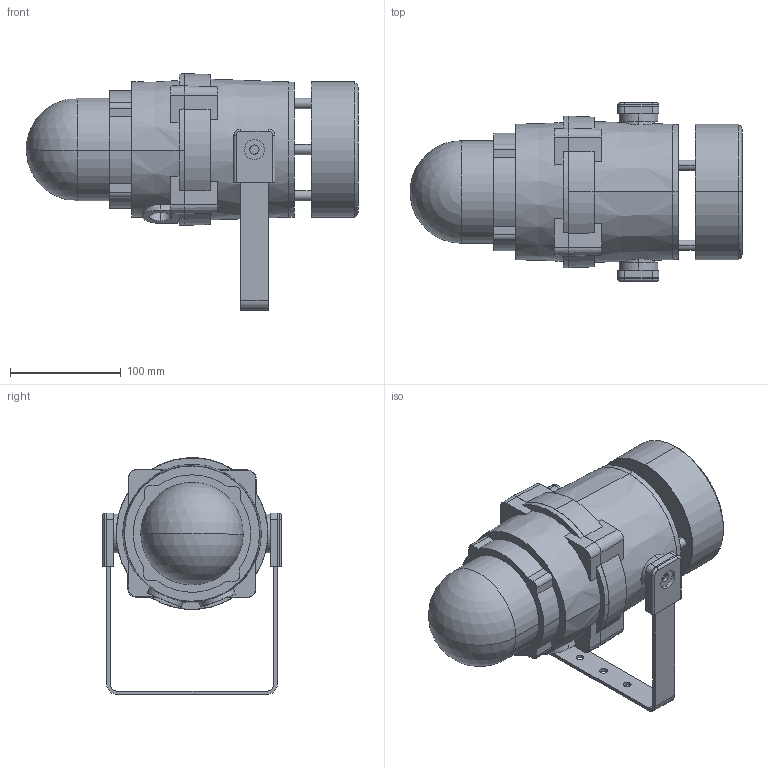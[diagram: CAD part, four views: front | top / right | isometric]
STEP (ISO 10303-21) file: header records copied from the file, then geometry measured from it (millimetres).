
FILE_DESCRIPTION (( 'STEP AP214' ), '1' );
FILE_NAME ('SK0259-3D_Issue_A.STEP', '2014-02-17T11:38:33', ( '' ), ( '' ), 'SwSTEP 2.0', 'SolidWorks 2014', '' );
FILE_SCHEMA (( 'AUTOMOTIVE_DESIGN' ));
Length unit declared in the file: millimetre
Products named in the file (15): b; a; RADIAL HORN; stirrup; Beacon 2ndary body; Bex sounder main body; SK0259-3D_Issue_A; RADIAL HORN_perimeter radial slots
Assembly tree (8 placements, depth 2):
  b
  a
  RADIAL HORN
  stirrup
  Beacon 2ndary body
Bounding box: 299.43 x 161 x 213.5 mm (x, y, z)
Volume: 2632225.7 mm3; surface area: 275448.8 mm2
Topology: 8 solids, 8 shells, 272 faces, 687 edges, 453 vertices
Faces by surface type: plane 125, cylinder 89, cone 42, torus 12, sphere 4
Entity records: 8660 total; most frequent: CARTESIAN_POINT 1744, DIRECTION 1308, ORIENTED_EDGE 1188, EDGE_CURVE 594, AXIS2_PLACEMENT_3D 514, VERTEX_POINT 393, VECTOR 280, LINE 280
